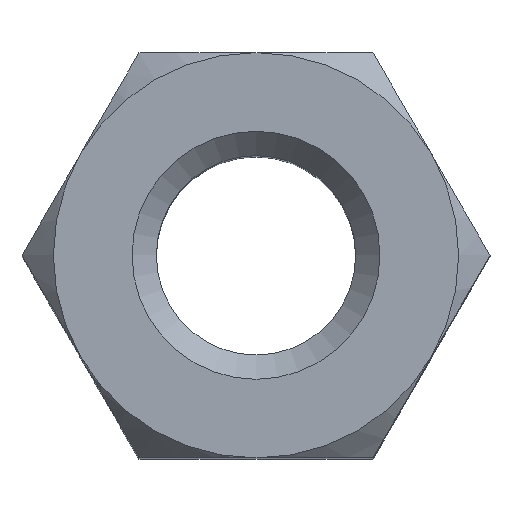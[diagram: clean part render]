
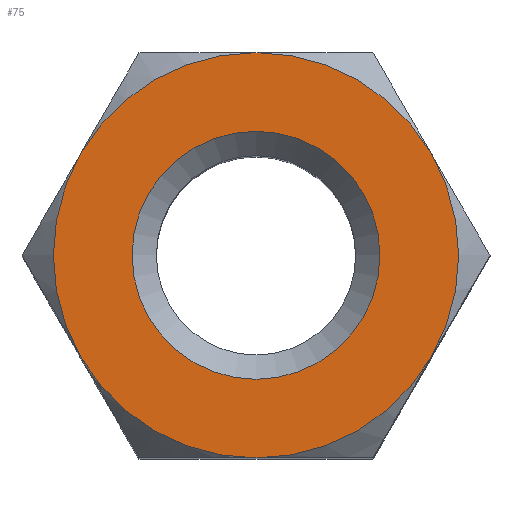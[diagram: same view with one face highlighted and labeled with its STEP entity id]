
A CAD part, top view. The second image highlights one B-rep face of the part: STEP entity #75.
In plain terms, the highlighted planar face has unit normal (0, 0, 1).
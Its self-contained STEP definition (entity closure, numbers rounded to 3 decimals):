
#75 = ADVANCED_FACE( '', ( #155, #156 ), #157, .T. );
#155 = FACE_BOUND( '', #236, .T. );
#156 = FACE_OUTER_BOUND( '', #237, .T. );
#157 = PLANE( '', #238 );
#236 = EDGE_LOOP( '', ( #372 ) );
#237 = EDGE_LOOP( '', ( #373, #374, #375, #376, #377, #378 ) );
#238 = AXIS2_PLACEMENT_3D( '', #379, #380, #381 );
#372 = ORIENTED_EDGE( '', *, *, #465, .T. );
#373 = ORIENTED_EDGE( '', *, *, #495, .F. );
#374 = ORIENTED_EDGE( '', *, *, #499, .F. );
#375 = ORIENTED_EDGE( '', *, *, #500, .F. );
#376 = ORIENTED_EDGE( '', *, *, #450, .T. );
#377 = ORIENTED_EDGE( '', *, *, #454, .F. );
#378 = ORIENTED_EDGE( '', *, *, #497, .F. );
#379 = CARTESIAN_POINT( '', ( 0., 0., 5. ) );
#380 = DIRECTION( '', ( 0., 0., 1. ) );
#381 = DIRECTION( '', ( 1., 0., 0. ) );
#450 = EDGE_CURVE( '', #519, #520, #521, .T. );
#454 = EDGE_CURVE( '', #526, #520, #527, .F. );
#465 = EDGE_CURVE( '', #544, #544, #545, .T. );
#495 = EDGE_CURVE( '', #586, #566, #588, .F. );
#497 = EDGE_CURVE( '', #566, #526, #590, .F. );
#499 = EDGE_CURVE( '', #592, #586, #593, .F. );
#500 = EDGE_CURVE( '', #519, #592, #594, .F. );
#519 = VERTEX_POINT( '', #616 );
#520 = VERTEX_POINT( '', #617 );
#521 = CIRCLE( '', #618, 2.5 );
#526 = VERTEX_POINT( '', #635 );
#527 = CIRCLE( '', #636, 2.5 );
#544 = VERTEX_POINT( '', #686 );
#545 = CIRCLE( '', #687, 1.53 );
#566 = VERTEX_POINT( '', #738 );
#586 = VERTEX_POINT( '', #789 );
#588 = CIRCLE( '', #796, 2.5 );
#590 = CIRCLE( '', #798, 2.5 );
#592 = VERTEX_POINT( '', #800 );
#593 = CIRCLE( '', #801, 2.5 );
#594 = CIRCLE( '', #802, 2.5 );
#616 = CARTESIAN_POINT( '', ( 0., 2.5, 5. ) );
#617 = CARTESIAN_POINT( '', ( -2.165, 1.25, 5. ) );
#618 = AXIS2_PLACEMENT_3D( '', #862, #863, #864 );
#635 = CARTESIAN_POINT( '', ( -2.165, -1.25, 5. ) );
#636 = AXIS2_PLACEMENT_3D( '', #865, #866, #867 );
#686 = CARTESIAN_POINT( '', ( 0., 1.53, 5. ) );
#687 = AXIS2_PLACEMENT_3D( '', #873, #874, #875 );
#738 = CARTESIAN_POINT( '', ( 0., -2.5, 5. ) );
#789 = CARTESIAN_POINT( '', ( 2.165, -1.25, 5. ) );
#796 = AXIS2_PLACEMENT_3D( '', #901, #902, #903 );
#798 = AXIS2_PLACEMENT_3D( '', #904, #905, #906 );
#800 = CARTESIAN_POINT( '', ( 2.165, 1.25, 5. ) );
#801 = AXIS2_PLACEMENT_3D( '', #907, #908, #909 );
#802 = AXIS2_PLACEMENT_3D( '', #910, #911, #912 );
#862 = CARTESIAN_POINT( '', ( 0., 0., 5. ) );
#863 = DIRECTION( '', ( 0., 0., 1. ) );
#864 = DIRECTION( '', ( 1., 0., 0. ) );
#865 = CARTESIAN_POINT( '', ( 0., 0., 5. ) );
#866 = DIRECTION( '', ( 0., 0., 1. ) );
#867 = DIRECTION( '', ( 1., 0., 0. ) );
#873 = CARTESIAN_POINT( '', ( 0., 0., 5. ) );
#874 = DIRECTION( '', ( 0., 0., -1. ) );
#875 = DIRECTION( '', ( 0., 1., 0. ) );
#901 = CARTESIAN_POINT( '', ( 0., 0., 5. ) );
#902 = DIRECTION( '', ( 0., 0., 1. ) );
#903 = DIRECTION( '', ( 1., 0., 0. ) );
#904 = CARTESIAN_POINT( '', ( 0., 0., 5. ) );
#905 = DIRECTION( '', ( 0., 0., 1. ) );
#906 = DIRECTION( '', ( 1., 0., 0. ) );
#907 = CARTESIAN_POINT( '', ( 0., 0., 5. ) );
#908 = DIRECTION( '', ( 0., 0., 1. ) );
#909 = DIRECTION( '', ( 1., 0., 0. ) );
#910 = CARTESIAN_POINT( '', ( 0., 0., 5. ) );
#911 = DIRECTION( '', ( 0., 0., 1. ) );
#912 = DIRECTION( '', ( 1., 0., 0. ) );
